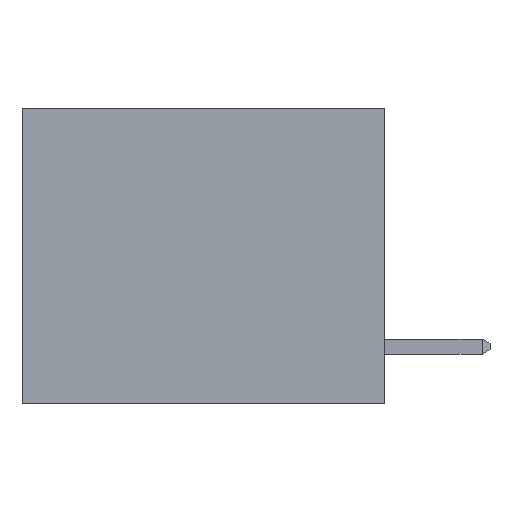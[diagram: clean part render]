
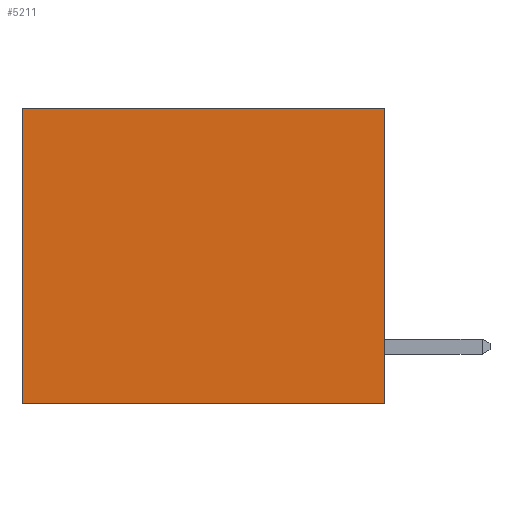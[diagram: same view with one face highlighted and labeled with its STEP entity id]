
A CAD part, left-side view. The second image highlights one B-rep face of the part: STEP entity #5211.
In plain terms, the highlighted planar face has unit normal (-1, 0, 0).
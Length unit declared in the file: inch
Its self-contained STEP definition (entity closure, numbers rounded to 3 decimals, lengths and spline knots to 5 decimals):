
#6 = LINE ( 'NONE', #1347, #5712 ) ;
#54 = CARTESIAN_POINT ( 'NONE',  ( 0.3165, 0., -0.49 ) ) ;
#490 = EDGE_CURVE ( 'NONE', #5577, #5091, #7031, .T. ) ;
#528 = ORIENTED_EDGE ( 'NONE', *, *, #3231, .T. ) ;
#677 = EDGE_CURVE ( 'NONE', #2351, #5577, #6, .T. ) ;
#688 = FACE_OUTER_BOUND ( 'NONE', #2211, .T. ) ;
#1051 = CARTESIAN_POINT ( 'NONE',  ( 0.3165, 0.6, 0. ) ) ;
#1313 = CARTESIAN_POINT ( 'NONE',  ( 0.3165, 0., 0. ) ) ;
#1347 = CARTESIAN_POINT ( 'NONE',  ( 0.3165, 0., -0.49 ) ) ;
#1430 = PLANE ( 'NONE',  #8557 ) ;
#1580 = DIRECTION ( 'NONE',  ( 1., 0., 0. ) ) ;
#1874 = DIRECTION ( 'NONE',  ( 0., 0., -1. ) ) ;
#1909 = CARTESIAN_POINT ( 'NONE',  ( 0.3165, 0., -0.49 ) ) ;
#2211 = EDGE_LOOP ( 'NONE', ( #6910, #7926, #6813, #528 ) ) ;
#2320 = VECTOR ( 'NONE', #1874, 39.37008 ) ;
#2351 = VERTEX_POINT ( 'NONE', #1313 ) ;
#2352 = CARTESIAN_POINT ( 'NONE',  ( 0.3165, 0., 0. ) ) ;
#2723 = DIRECTION ( 'NONE',  ( 0., 1., 0. ) ) ;
#2794 = LINE ( 'NONE', #2352, #6734 ) ;
#3094 = CARTESIAN_POINT ( 'NONE',  ( 0.3165, 0.6, -0.49 ) ) ;
#3103 = DIRECTION ( 'NONE',  ( 0., 1., 0. ) ) ;
#3231 = EDGE_CURVE ( 'NONE', #2351, #5046, #2794, .T. ) ;
#3338 = VECTOR ( 'NONE', #2723, 39.37008 ) ;
#4696 = EDGE_CURVE ( 'NONE', #5046, #5091, #8202, .T. ) ;
#5046 = VERTEX_POINT ( 'NONE', #1051 ) ;
#5091 = VERTEX_POINT ( 'NONE', #3094 ) ;
#5211 = ADVANCED_FACE ( 'NONE', ( #688 ), #1430, .F. ) ;
#5577 = VERTEX_POINT ( 'NONE', #8684 ) ;
#5712 = VECTOR ( 'NONE', #6755, 39.37008 ) ;
#6734 = VECTOR ( 'NONE', #3103, 39.37008 ) ;
#6755 = DIRECTION ( 'NONE',  ( 0., 0., -1. ) ) ;
#6813 = ORIENTED_EDGE ( 'NONE', *, *, #677, .F. ) ;
#6910 = ORIENTED_EDGE ( 'NONE', *, *, #4696, .T. ) ;
#7031 = LINE ( 'NONE', #1909, #3338 ) ;
#7426 = CARTESIAN_POINT ( 'NONE',  ( 0.3165, 0.6, -0.49 ) ) ;
#7681 = DIRECTION ( 'NONE',  ( 0., 0., -1. ) ) ;
#7926 = ORIENTED_EDGE ( 'NONE', *, *, #490, .F. ) ;
#8202 = LINE ( 'NONE', #7426, #2320 ) ;
#8557 = AXIS2_PLACEMENT_3D ( 'NONE', #54, #1580, #7681 ) ;
#8684 = CARTESIAN_POINT ( 'NONE',  ( 0.3165, 0., -0.49 ) ) ;
